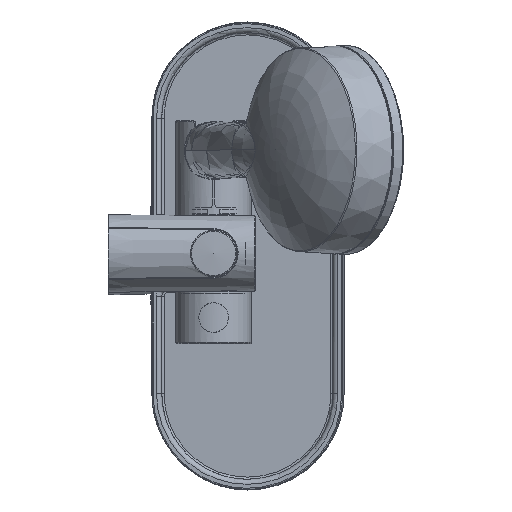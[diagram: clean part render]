
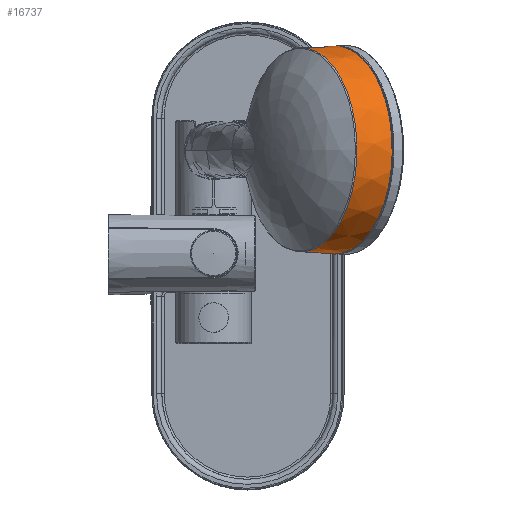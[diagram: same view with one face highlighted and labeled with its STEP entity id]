
A CAD part, top view. The second image highlights one B-rep face of the part: STEP entity #16737.
In plain terms, the highlighted conical face has half-angle 3 degrees and reference radius 49.637 mm.
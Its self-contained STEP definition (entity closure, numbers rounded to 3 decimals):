
#441=CONICAL_SURFACE('',#17412,49.637,0.052);
#1864=B_SPLINE_CURVE_WITH_KNOTS('',3,(#31627,#31628,#31629,#31630,#31631,
#31632,#31633,#31634,#31635,#31636,#31637),.UNSPECIFIED.,.F.,.F.,(4,1,1,
1,1,1,1,1,4),(0.,0.003,0.006,0.01,
0.013,0.016,0.019,0.022,
0.025),.UNSPECIFIED.);
#1865=B_SPLINE_CURVE_WITH_KNOTS('',3,(#31639,#31640,#31641,#31642,#31643,
#31644,#31645,#31646,#31647,#31648),.UNSPECIFIED.,.F.,.F.,(4,1,1,1,1,1,
1,4),(0.,0.003,0.006,0.01,0.013,
0.016,0.019,0.025),.UNSPECIFIED.);
#5300=ORIENTED_EDGE('',*,*,#8736,.T.);
#5301=ORIENTED_EDGE('',*,*,#8737,.T.);
#5302=ORIENTED_EDGE('',*,*,#8738,.T.);
#5303=ORIENTED_EDGE('',*,*,#8739,.T.);
#8736=EDGE_CURVE('',#11147,#11147,#12659,.T.);
#8737=EDGE_CURVE('',#11148,#11149,#12660,.F.);
#8738=EDGE_CURVE('',#11149,#11150,#1864,.T.);
#8739=EDGE_CURVE('',#11150,#11148,#1865,.T.);
#11147=VERTEX_POINT('',#31623);
#11148=VERTEX_POINT('',#31625);
#11149=VERTEX_POINT('',#31626);
#11150=VERTEX_POINT('',#31638);
#12659=CIRCLE('',#17413,49.413);
#12660=CIRCLE('',#17414,48.405);
#13084=EDGE_LOOP('',(#5300));
#13085=EDGE_LOOP('',(#5301,#5302,#5303));
#13888=FACE_BOUND('',#13084,.T.);
#13889=FACE_BOUND('',#13085,.T.);
#16737=ADVANCED_FACE('',(#13888,#13889),#441,.T.);
#17412=AXIS2_PLACEMENT_3D('',#31621,#18538,#18539);
#17413=AXIS2_PLACEMENT_3D('',#31622,#18540,#18541);
#17414=AXIS2_PLACEMENT_3D('',#31624,#18542,#18543);
#18538=DIRECTION('',(0.839,0.,-0.545));
#18539=DIRECTION('',(0.,1.,0.));
#18540=DIRECTION('',(-0.839,0.,0.545));
#18541=DIRECTION('',(0.,-1.,0.));
#18542=DIRECTION('',(-0.839,0.,0.545));
#18543=DIRECTION('',(0.,-1.,0.));
#31621=CARTESIAN_POINT('',(111.311,49.35,469.494));
#31622=CARTESIAN_POINT('',(107.724,49.35,471.823));
#31623=CARTESIAN_POINT('',(107.724,-0.063,471.823));
#31624=CARTESIAN_POINT('',(91.593,49.35,482.298));
#31625=CARTESIAN_POINT('',(66.345,63.278,443.419));
#31626=CARTESIAN_POINT('',(66.345,35.422,443.419));
#31627=CARTESIAN_POINT('',(66.345,35.422,443.419));
#31628=CARTESIAN_POINT('',(67.229,35.301,442.819));
#31629=CARTESIAN_POINT('',(68.953,35.241,441.582));
#31630=CARTESIAN_POINT('',(71.459,35.64,439.604));
#31631=CARTESIAN_POINT('',(73.772,36.565,437.589));
#31632=CARTESIAN_POINT('',(75.815,38.108,435.608));
#31633=CARTESIAN_POINT('',(77.424,40.3,433.853));
#31634=CARTESIAN_POINT('',(78.497,43.033,432.528));
#31635=CARTESIAN_POINT('',(79.053,46.125,431.747));
#31636=CARTESIAN_POINT('',(79.148,48.273,431.59));
#31637=CARTESIAN_POINT('',(79.148,49.35,431.59));
#31638=CARTESIAN_POINT('',(79.148,49.35,431.59));
#31639=CARTESIAN_POINT('',(79.148,49.35,431.59));
#31640=CARTESIAN_POINT('',(79.148,50.424,431.59));
#31641=CARTESIAN_POINT('',(79.056,52.533,431.743));
#31642=CARTESIAN_POINT('',(78.508,55.628,432.514));
#31643=CARTESIAN_POINT('',(77.439,58.372,433.835));
#31644=CARTESIAN_POINT('',(75.834,60.571,435.587));
#31645=CARTESIAN_POINT('',(73.796,62.124,437.567));
#31646=CARTESIAN_POINT('',(70.684,63.367,440.279));
#31647=CARTESIAN_POINT('',(68.114,63.521,442.218));
#31648=CARTESIAN_POINT('',(66.345,63.278,443.419));
